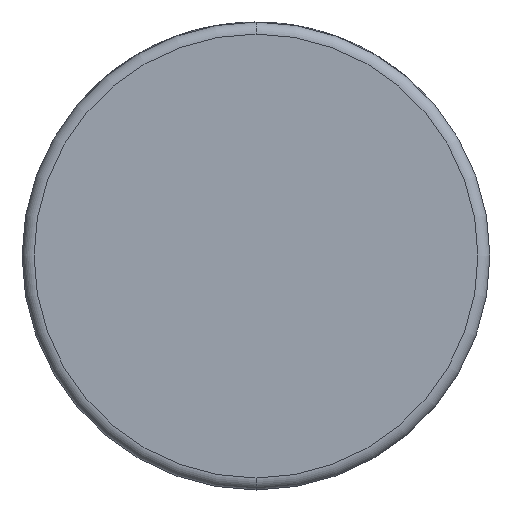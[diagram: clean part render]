
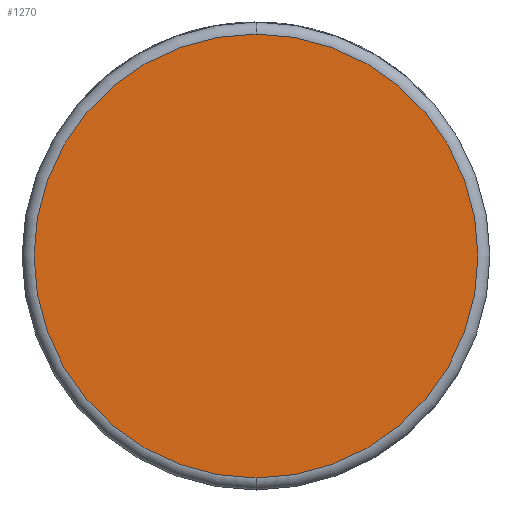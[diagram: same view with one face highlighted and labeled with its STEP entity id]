
A CAD part, front view. The second image highlights one B-rep face of the part: STEP entity #1270.
In plain terms, the highlighted planar face has unit normal (0, -1, 0).
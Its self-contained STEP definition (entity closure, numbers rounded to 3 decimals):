
#43 = PLANE ( 'NONE',  #2538 ) ;
#351 = CARTESIAN_POINT ( 'NONE',  ( 0., 0., -37. ) ) ;
#412 = CIRCLE ( 'NONE', #4048, 37. ) ;
#476 = CIRCLE ( 'NONE', #1627, 37. ) ;
#907 = FACE_OUTER_BOUND ( 'NONE', #1800, .T. ) ;
#1270 = ADVANCED_FACE ( 'NONE', ( #907 ), #43, .F. ) ;
#1284 = DIRECTION ( 'NONE',  ( 0., -1., 0. ) ) ;
#1480 = ORIENTED_EDGE ( 'NONE', *, *, #2392, .T. ) ;
#1627 = AXIS2_PLACEMENT_3D ( 'NONE', #2304, #1284, #3574 ) ;
#1684 = DIRECTION ( 'NONE',  ( 0., 1., 0. ) ) ;
#1748 = EDGE_CURVE ( 'NONE', #3354, #1756, #476, .T. ) ;
#1756 = VERTEX_POINT ( 'NONE', #351 ) ;
#1800 = EDGE_LOOP ( 'NONE', ( #4015, #1480 ) ) ;
#2030 = DIRECTION ( 'NONE',  ( 0., 0., 1. ) ) ;
#2255 = DIRECTION ( 'NONE',  ( 0., -1., 0. ) ) ;
#2304 = CARTESIAN_POINT ( 'NONE',  ( 0., 0., 0. ) ) ;
#2392 = EDGE_CURVE ( 'NONE', #1756, #3354, #412, .T. ) ;
#2538 = AXIS2_PLACEMENT_3D ( 'NONE', #2658, #1684, #2030 ) ;
#2582 = DIRECTION ( 'NONE',  ( 0., 0., 1. ) ) ;
#2658 = CARTESIAN_POINT ( 'NONE',  ( 0., 0., 0. ) ) ;
#2905 = CARTESIAN_POINT ( 'NONE',  ( 0., 0., 0. ) ) ;
#3354 = VERTEX_POINT ( 'NONE', #3455 ) ;
#3455 = CARTESIAN_POINT ( 'NONE',  ( 0., 0., 37. ) ) ;
#3574 = DIRECTION ( 'NONE',  ( 0., 0., 1. ) ) ;
#4015 = ORIENTED_EDGE ( 'NONE', *, *, #1748, .T. ) ;
#4048 = AXIS2_PLACEMENT_3D ( 'NONE', #2905, #2255, #2582 ) ;
